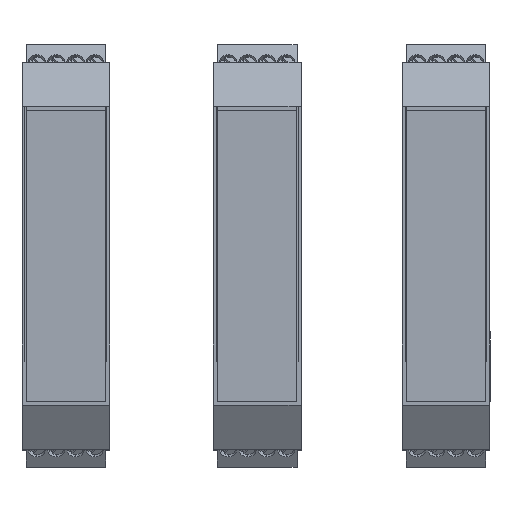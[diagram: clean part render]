
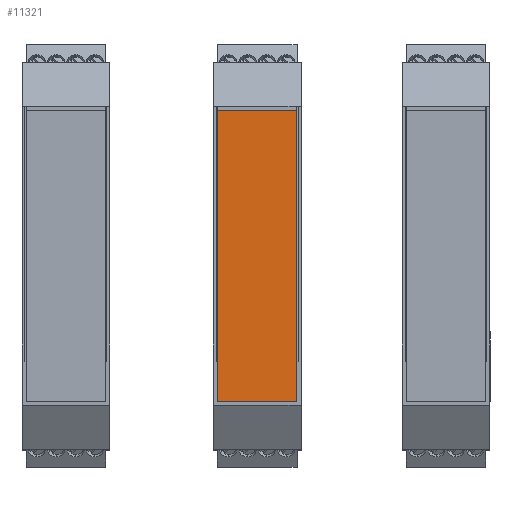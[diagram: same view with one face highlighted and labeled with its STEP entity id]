
A CAD part, top view. The second image highlights one B-rep face of the part: STEP entity #11321.
In plain terms, the highlighted planar face has unit normal (0, 0, 1).
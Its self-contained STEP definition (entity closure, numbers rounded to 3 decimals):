
#11227=DIRECTION('',(1.,0.,0.));
#11228=VECTOR('',#11227,20.41);
#11229=CARTESIAN_POINT('',(37.001,176.838,97.699));
#11230=LINE('',#11229,#11228);
#11243=DIRECTION('',(0.,-1.,0.));
#11244=VECTOR('',#11243,74.666);
#11245=CARTESIAN_POINT('',(57.411,176.838,97.699));
#11246=LINE('',#11245,#11244);
#11255=DIRECTION('',(0.,1.,0.));
#11256=VECTOR('',#11255,74.666);
#11257=CARTESIAN_POINT('',(37.001,102.172,97.699));
#11258=LINE('',#11257,#11256);
#11263=DIRECTION('',(-1.,0.,0.));
#11264=VECTOR('',#11263,20.41);
#11265=CARTESIAN_POINT('',(57.411,102.172,97.699));
#11266=LINE('',#11265,#11264);
#11275=CARTESIAN_POINT('',(37.001,176.838,97.699));
#11276=CARTESIAN_POINT('',(57.411,176.838,97.699));
#11277=VERTEX_POINT('',#11275);
#11278=VERTEX_POINT('',#11276);
#11279=CARTESIAN_POINT('',(57.411,102.172,97.699));
#11280=VERTEX_POINT('',#11279);
#11285=CARTESIAN_POINT('',(37.001,102.172,97.699));
#11286=VERTEX_POINT('',#11285);
#11307=CARTESIAN_POINT('',(37.001,176.838,97.699));
#11308=DIRECTION('',(0.,0.,1.));
#11309=DIRECTION('',(-1.,0.,0.));
#11310=AXIS2_PLACEMENT_3D('',#11307,#11308,#11309);
#11311=PLANE('',#11310);
#11312=ORIENTED_EDGE('',*,*,#11296,.T.);
#11314=ORIENTED_EDGE('',*,*,#11313,.T.);
#11316=ORIENTED_EDGE('',*,*,#11315,.T.);
#11318=ORIENTED_EDGE('',*,*,#11317,.T.);
#11319=EDGE_LOOP('',(#11312,#11314,#11316,#11318));
#11320=FACE_OUTER_BOUND('',#11319,.F.);
#11321=ADVANCED_FACE('',(#11320),#11311,.T.);
#11296=EDGE_CURVE('',#11277,#11278,#11230,.T.);
#11313=EDGE_CURVE('',#11278,#11280,#11246,.T.);
#11315=EDGE_CURVE('',#11280,#11286,#11266,.T.);
#11317=EDGE_CURVE('',#11286,#11277,#11258,.T.);
